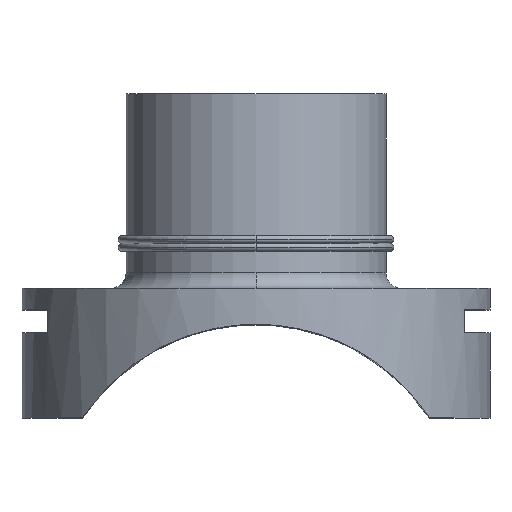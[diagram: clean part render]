
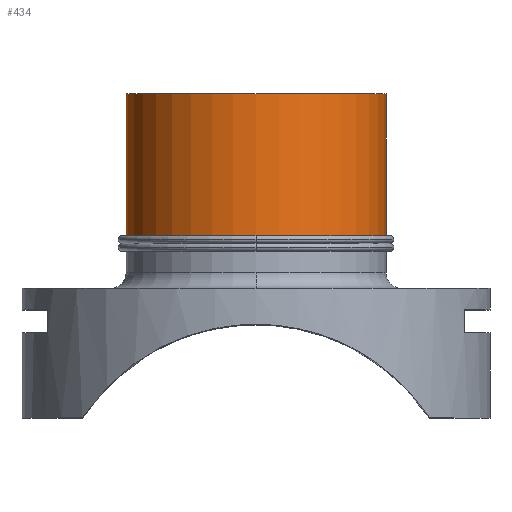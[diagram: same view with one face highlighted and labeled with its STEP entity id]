
A CAD part, top view. The second image highlights one B-rep face of the part: STEP entity #434.
In plain terms, the highlighted cylindrical face has radius 125 mm (diameter 250 mm), a partial arc.
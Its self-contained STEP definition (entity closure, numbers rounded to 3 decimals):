
#352 = EDGE_CURVE( '', #406, #692, #849, .T. );
#376 = EDGE_CURVE( '', #692, #656, #876, .T. );
#386 = VERTEX_POINT( '', #888 );
#406 = VERTEX_POINT( '', #909 );
#418 = VERTEX_POINT( '', #921 );
#434 = ADVANCED_FACE( '', ( #938 ), #939, .T. );
#510 = EDGE_CURVE( '', #418, #386, #1026, .T. );
#530 = EDGE_CURVE( '', #386, #406, #1050, .T. );
#564 = EDGE_CURVE( '', #656, #418, #1085, .T. );
#656 = VERTEX_POINT( '', #1185 );
#692 = VERTEX_POINT( '', #1224 );
#849 = CIRCLE( '', #1397, 125. );
#876 = CIRCLE( '', #1454, 125. );
#888 = CARTESIAN_POINT( '', ( -125., 312., 0. ) );
#909 = CARTESIAN_POINT( '', ( -125., 171.75, 0. ) );
#921 = CARTESIAN_POINT( '', ( 125., 312., 0. ) );
#938 = FACE_OUTER_BOUND( '', #1534, .T. );
#939 = CYLINDRICAL_SURFACE( '', #1535, 125. );
#1026 = CIRCLE( '', #1696, 125. );
#1050 = LINE( '', #1724, #1725 );
#1085 = LINE( '', #1779, #1780 );
#1185 = CARTESIAN_POINT( '', ( 125., 171.75, 0. ) );
#1224 = CARTESIAN_POINT( '', ( 0., 171.75, 125. ) );
#1397 = AXIS2_PLACEMENT_3D( '', #2291, #2292, #2293 );
#1454 = AXIS2_PLACEMENT_3D( '', #2330, #2331, #2332 );
#1534 = EDGE_LOOP( '', ( #2428, #2429, #2430, #2431, #2432 ) );
#1535 = AXIS2_PLACEMENT_3D( '', #2433, #2434, #2435 );
#1696 = AXIS2_PLACEMENT_3D( '', #2532, #2533, #2534 );
#1724 = CARTESIAN_POINT( '', ( -125., 225.967, 0. ) );
#1725 = VECTOR( '', #2569, 1. );
#1779 = CARTESIAN_POINT( '', ( 125., 225.967, 0. ) );
#1780 = VECTOR( '', #2604, 1. );
#2291 = CARTESIAN_POINT( '', ( 0., 171.75, 0. ) );
#2292 = DIRECTION( '', ( 0., 1., 0. ) );
#2293 = DIRECTION( '', ( -1., 0., 0. ) );
#2330 = CARTESIAN_POINT( '', ( 0., 171.75, 0. ) );
#2331 = DIRECTION( '', ( 0., 1., 0. ) );
#2332 = DIRECTION( '', ( -1., 0., 0. ) );
#2428 = ORIENTED_EDGE( '', *, *, #530, .T. );
#2429 = ORIENTED_EDGE( '', *, *, #352, .T. );
#2430 = ORIENTED_EDGE( '', *, *, #376, .T. );
#2431 = ORIENTED_EDGE( '', *, *, #564, .T. );
#2432 = ORIENTED_EDGE( '', *, *, #510, .T. );
#2433 = CARTESIAN_POINT( '', ( 0., 225.967, 0. ) );
#2434 = DIRECTION( '', ( 0., 1., 0. ) );
#2435 = DIRECTION( '', ( -1., 0., 0. ) );
#2532 = CARTESIAN_POINT( '', ( 0., 312., 0. ) );
#2533 = DIRECTION( '', ( 0., -1., 0. ) );
#2534 = DIRECTION( '', ( -1., 0., 0. ) );
#2569 = DIRECTION( '', ( 0., -1., 0. ) );
#2604 = DIRECTION( '', ( 0., 1., 0. ) );
